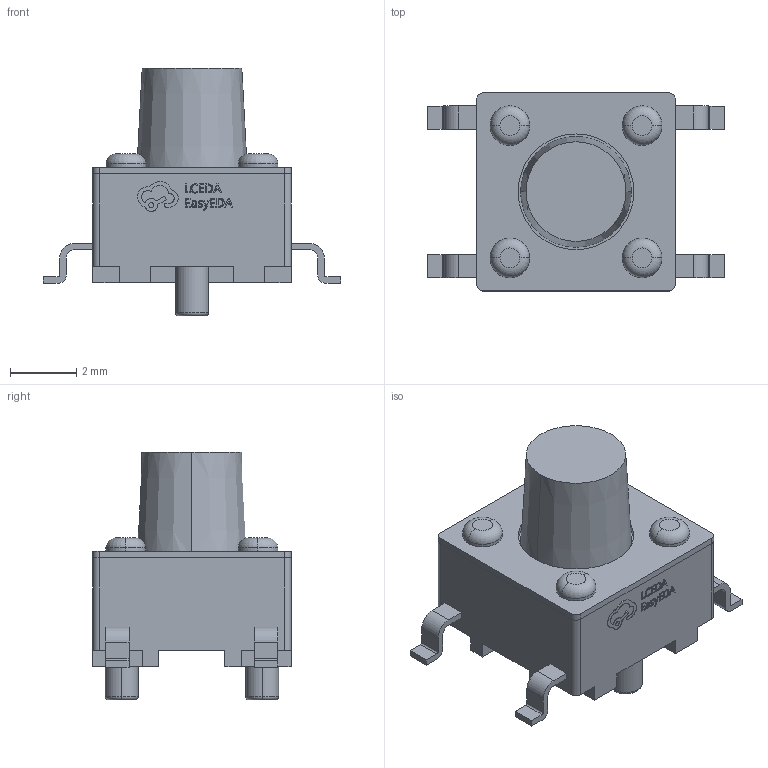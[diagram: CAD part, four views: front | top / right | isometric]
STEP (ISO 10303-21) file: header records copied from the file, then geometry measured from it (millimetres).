
FILE_DESCRIPTION (( 'STEP AP214' ), '1' );
FILE_NAME ('SW-SMD_4P-L6.0-W6.0-P4.50-LS9.0-3.STEP', '2024-12-14T05:19:45', ( '' ), ( '' ), 'SwSTEP 2.0', 'SolidWorks 2020', '' );
FILE_SCHEMA (( 'AUTOMOTIVE_DESIGN' ));
Length unit declared in the file: millimetre
Products named in the file (1): SW-SMD_4P-L6.0-W6.0-P4.50-LS9.0-3
Bounding box: 9 x 6.01 x 7.5 mm (x, y, z)
Volume: 142.5 mm3; surface area: 277 mm2
Topology: 2 solids, 2 shells, 355 faces, 951 edges, 630 vertices
Faces by surface type: plane 205, bspline 98, cylinder 38, torus 12, cone 2
Entity records: 15497 total; most frequent: CARTESIAN_POINT 3243, ORIENTED_EDGE 1902, DIRECTION 1371, EDGE_CURVE 951, LINE 647, VECTOR 647, VERTEX_POINT 630, EDGE_LOOP 387
